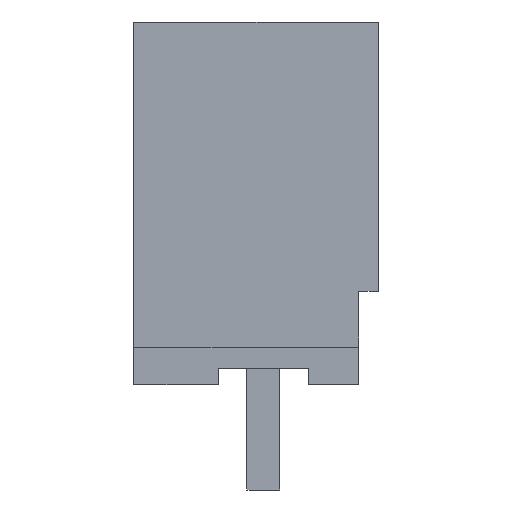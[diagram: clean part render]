
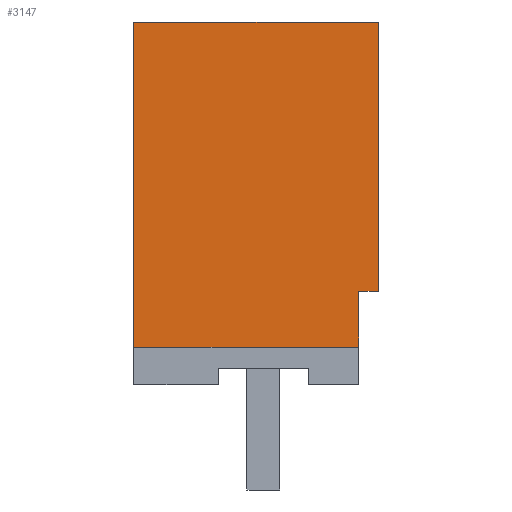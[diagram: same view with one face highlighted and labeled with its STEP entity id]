
A CAD part, left-side view. The second image highlights one B-rep face of the part: STEP entity #3147.
In plain terms, the highlighted planar face has unit normal (-1, 0, 0).
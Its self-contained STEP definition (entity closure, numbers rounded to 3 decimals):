
#3118=AXIS2_PLACEMENT_3D('Plane Axis2P3D',#3115,#3116,#3117) ;
#233=CARTESIAN_POINT('Vertex',(0.,7.45,4.35)) ;
#236=CARTESIAN_POINT('Line Origine',(0.,7.45,9.3)) ;
#240=CARTESIAN_POINT('Vertex',(0.,7.45,14.25)) ;
#2265=CARTESIAN_POINT('Vertex',(0.,0.6,6.05)) ;
#2268=CARTESIAN_POINT('Line Origine',(0.,0.6,5.2)) ;
#2272=CARTESIAN_POINT('Vertex',(0.,0.6,4.35)) ;
#2854=CARTESIAN_POINT('Line Origine',(0.,4.025,4.35)) ;
#3115=CARTESIAN_POINT('Axis2P3D Location',(0.,7.45,14.25)) ;
#3120=CARTESIAN_POINT('Line Origine',(0.,0.,10.15)) ;
#3124=CARTESIAN_POINT('Vertex',(0.,0.,14.25)) ;
#3126=CARTESIAN_POINT('Vertex',(0.,0.,6.05)) ;
#3129=CARTESIAN_POINT('Line Origine',(0.,3.725,14.25)) ;
#3134=CARTESIAN_POINT('Line Origine',(0.,0.3,6.05)) ;
#237=DIRECTION('Vector Direction',(0.,0.,-1.)) ;
#2269=DIRECTION('Vector Direction',(0.,0.,1.)) ;
#2855=DIRECTION('Vector Direction',(0.,-1.,0.)) ;
#3116=DIRECTION('Axis2P3D Direction',(-1.,-0.,0.)) ;
#3117=DIRECTION('Axis2P3D XDirection',(0.,0.,-1.)) ;
#3121=DIRECTION('Vector Direction',(0.,0.,-1.)) ;
#3130=DIRECTION('Vector Direction',(0.,-1.,0.)) ;
#3135=DIRECTION('Vector Direction',(0.,-1.,0.)) ;
#238=VECTOR('Line Direction',#237,1.) ;
#2270=VECTOR('Line Direction',#2269,1.) ;
#2856=VECTOR('Line Direction',#2855,1.) ;
#3122=VECTOR('Line Direction',#3121,1.) ;
#3131=VECTOR('Line Direction',#3130,1.) ;
#3136=VECTOR('Line Direction',#3135,1.) ;
#3140=ORIENTED_EDGE('',*,*,#3128,.F.) ;
#3141=ORIENTED_EDGE('',*,*,#3133,.F.) ;
#3142=ORIENTED_EDGE('',*,*,#242,.T.) ;
#3143=ORIENTED_EDGE('',*,*,#2858,.T.) ;
#3144=ORIENTED_EDGE('',*,*,#2274,.T.) ;
#3145=ORIENTED_EDGE('',*,*,#3138,.F.) ;
#3147=ADVANCED_FACE('HOUSING',(#3146),#3119,.T.) ;
#242=EDGE_CURVE('',#241,#234,#239,.T.) ;
#2274=EDGE_CURVE('',#2273,#2266,#2271,.T.) ;
#2858=EDGE_CURVE('',#234,#2273,#2857,.T.) ;
#3128=EDGE_CURVE('',#3125,#3127,#3123,.T.) ;
#3133=EDGE_CURVE('',#241,#3125,#3132,.T.) ;
#3138=EDGE_CURVE('',#3127,#2266,#3137,.F.) ;
#3139=EDGE_LOOP('',(#3140,#3141,#3142,#3143,#3144,#3145)) ;
#3146=FACE_OUTER_BOUND('',#3139,.T.) ;
#239=LINE('Line',#236,#238) ;
#2271=LINE('Line',#2268,#2270) ;
#2857=LINE('Line',#2854,#2856) ;
#3123=LINE('Line',#3120,#3122) ;
#3132=LINE('Line',#3129,#3131) ;
#3137=LINE('Line',#3134,#3136) ;
#3119=PLANE('',#3118) ;
#234=VERTEX_POINT('',#233) ;
#241=VERTEX_POINT('',#240) ;
#2266=VERTEX_POINT('',#2265) ;
#2273=VERTEX_POINT('',#2272) ;
#3125=VERTEX_POINT('',#3124) ;
#3127=VERTEX_POINT('',#3126) ;
